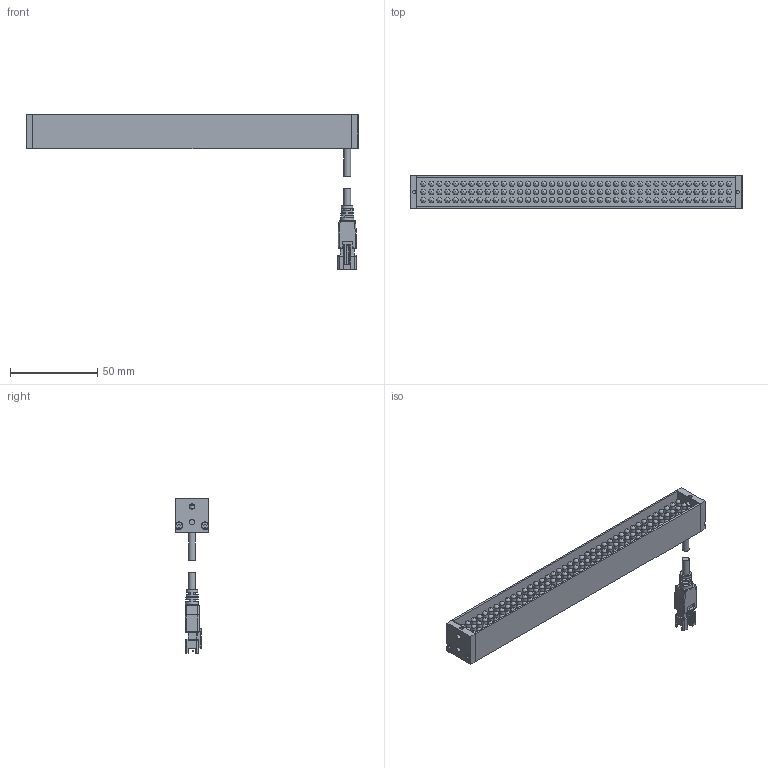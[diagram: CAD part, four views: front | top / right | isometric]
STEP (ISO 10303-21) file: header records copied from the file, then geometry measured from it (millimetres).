
FILE_DESCRIPTION(('STEP AP214'),'1');
FILE_NAME('LED-BL190.stp','2023-05-31T01:34:23',(' '),(' '),'Spatial InterOp 3D',' ',' ');
FILE_SCHEMA(('AUTOMOTIVE_DESIGN { 1 0 10303 214 1 1 1 1 }'));
Length unit declared in the file: metre
Products named in the file (3): LED-BL190; Component1; Component2
Assembly tree (2 placements, depth 2):
  LED-BL190
    Component1
    Component2
Bounding box: 190 x 19 x 88.55 mm (x, y, z)
Volume: 43566.2 mm3; surface area: 32561.1 mm2
Topology: 2 solids, 2 shells, 548 faces, 1426 edges, 897 vertices
Faces by surface type: plane 225, cylinder 171, sphere 121, cone 23, bspline 4, torus 4
Full cylindrical faces by diameter (mm): 2 x2, 3 x123, 3.9 x2
Entity records: 25059 total; most frequent: CARTESIAN_POINT 3926, DIRECTION 2355, ORIENTED_EDGE 2076, STYLED_ITEM 1588, PRESENTATION_STYLE_ASSIGNMENT 1588, COLOUR_RGB 1588, EDGE_CURVE 1038, CURVE_STYLE 1038
